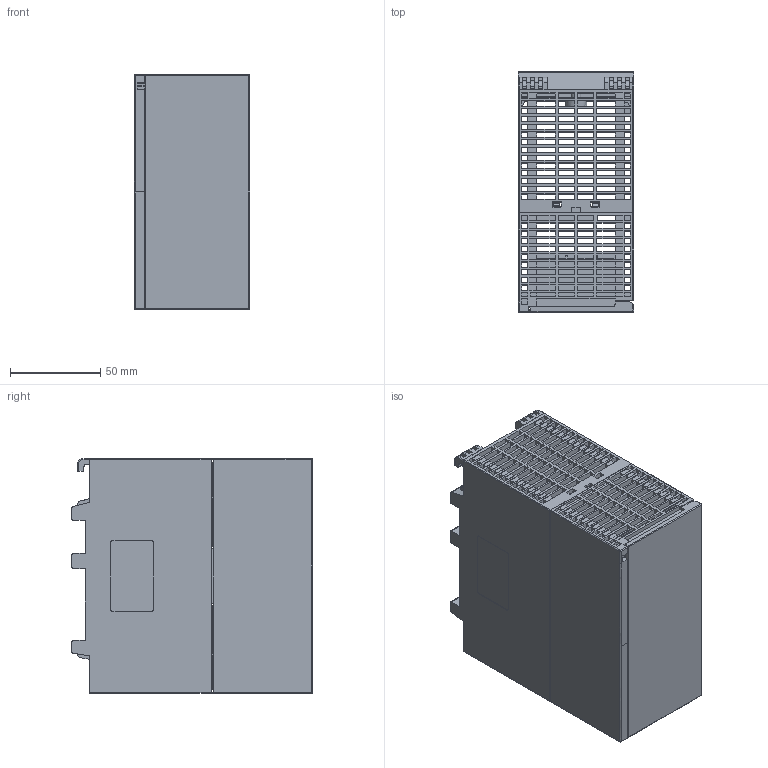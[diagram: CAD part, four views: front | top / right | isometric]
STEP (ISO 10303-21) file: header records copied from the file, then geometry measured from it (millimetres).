
FILE_DESCRIPTION(/* description */ (''),/* implementation_level */ '2;1');
FILE_NAME(/* name */ 'XG-P15~1',/* time_stamp */ '2020-12-22T17:36:54+08:00',/* author */ (''),/* organization */ (''),/* preprocessor_version */ 'ST-DEVELOPER v15',/* originating_system */ '',/* authorisation */ '');
FILE_SCHEMA (('AUTOMOTIVE_DESIGN'));
Products named in the file (1): Document
Bounding box: 64 x 133.3 x 130 mm (x, y, z)
Surface area: 175508.7 mm2 (no closed solid volume)
Topology: 0 solids, 4 shells, 2688 faces, 8548 edges, 5629 vertices
Faces by surface type: plane 2234, bspline 454
Entity records: 94347 total; most frequent: CARTESIAN_POINT 39611, ORIENTED_EDGE 17061, EDGE_CURVE 8541, B_SPLINE_CURVE_WITH_KNOTS 7905, VERTEX_POINT 5634, EDGE_LOOP 3040, ADVANCED_FACE 2688, FACE_OUTER_BOUND 2688
